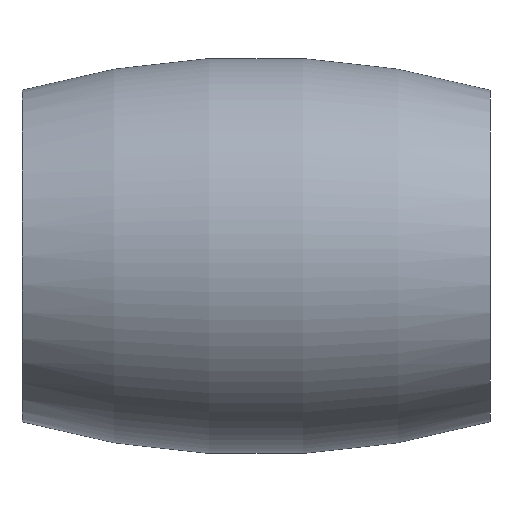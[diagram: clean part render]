
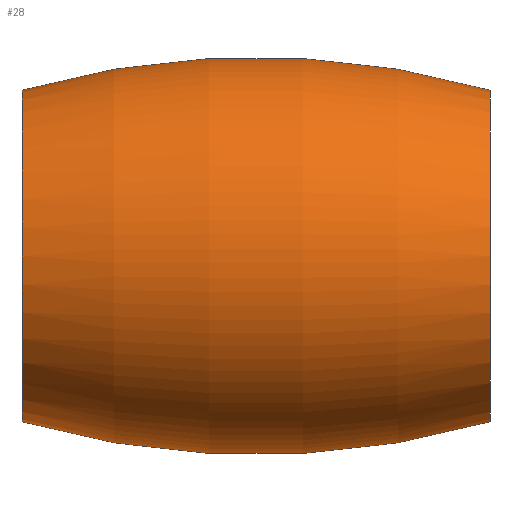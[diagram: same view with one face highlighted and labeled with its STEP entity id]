
A CAD part, front view. The second image highlights one B-rep face of the part: STEP entity #28.
In plain terms, the highlighted toroidal (fillet/blend) face has major radius 49.782 mm and minor radius 65 mm.
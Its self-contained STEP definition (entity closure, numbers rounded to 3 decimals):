
#5 = DIRECTION ( 'NONE',  ( 1., 0., 0. ) ) ;
#8 = CARTESIAN_POINT ( 'NONE',  ( -17.916, 0., -12.7 ) ) ;
#25 = AXIS2_PLACEMENT_3D ( 'NONE', #134, #105, #332 ) ;
#28 = ADVANCED_FACE ( 'NONE', ( #169 ), #61, .T. ) ;
#29 = ORIENTED_EDGE ( 'NONE', *, *, #57, .F. ) ;
#40 = AXIS2_PLACEMENT_3D ( 'NONE', #290, #144, #378 ) ;
#55 = DIRECTION ( 'NONE',  ( 1., 0., 0. ) ) ;
#57 = EDGE_CURVE ( 'NONE', #175, #228, #307, .T. ) ;
#61 = TOROIDAL_SURFACE ( 'NONE', #40, -49.782, 65. ) ;
#70 = CARTESIAN_POINT ( 'NONE',  ( 0., 0., -49.782 ) ) ;
#71 = VERTEX_POINT ( 'NONE', #111 ) ;
#78 = EDGE_LOOP ( 'NONE', ( #157, #148, #199, #29 ) ) ;
#81 = EDGE_CURVE ( 'NONE', #71, #226, #321, .T. ) ;
#90 = AXIS2_PLACEMENT_3D ( 'NONE', #70, #158, #274 ) ;
#94 = CARTESIAN_POINT ( 'NONE',  ( 17.916, 0., -12.7 ) ) ;
#105 = DIRECTION ( 'NONE',  ( 0., -1., 0. ) ) ;
#111 = CARTESIAN_POINT ( 'NONE',  ( -17.916, 0., 12.7 ) ) ;
#134 = CARTESIAN_POINT ( 'NONE',  ( 0., 0., 49.782 ) ) ;
#143 = AXIS2_PLACEMENT_3D ( 'NONE', #318, #55, #173 ) ;
#144 = DIRECTION ( 'NONE',  ( 1., 0., 0. ) ) ;
#148 = ORIENTED_EDGE ( 'NONE', *, *, #81, .T. ) ;
#157 = ORIENTED_EDGE ( 'NONE', *, *, #300, .F. ) ;
#158 = DIRECTION ( 'NONE',  ( 0., 1., 0. ) ) ;
#169 = FACE_OUTER_BOUND ( 'NONE', #78, .T. ) ;
#173 = DIRECTION ( 'NONE',  ( 0., 0., -1. ) ) ;
#175 = VERTEX_POINT ( 'NONE', #348 ) ;
#199 = ORIENTED_EDGE ( 'NONE', *, *, #327, .T. ) ;
#226 = VERTEX_POINT ( 'NONE', #8 ) ;
#228 = VERTEX_POINT ( 'NONE', #94 ) ;
#240 = CIRCLE ( 'NONE', #25, 65. ) ;
#257 = CIRCLE ( 'NONE', #90, 65. ) ;
#267 = CARTESIAN_POINT ( 'NONE',  ( -17.916, 0., 0. ) ) ;
#274 = DIRECTION ( 'NONE',  ( 0., 0., 1. ) ) ;
#290 = CARTESIAN_POINT ( 'NONE',  ( 0., 0., 0. ) ) ;
#300 = EDGE_CURVE ( 'NONE', #71, #175, #257, .T. ) ;
#307 = CIRCLE ( 'NONE', #143, 12.7 ) ;
#318 = CARTESIAN_POINT ( 'NONE',  ( 17.916, 0., 0. ) ) ;
#321 = CIRCLE ( 'NONE', #331, 12.7 ) ;
#322 = DIRECTION ( 'NONE',  ( 0., 0., -1. ) ) ;
#327 = EDGE_CURVE ( 'NONE', #226, #228, #240, .T. ) ;
#331 = AXIS2_PLACEMENT_3D ( 'NONE', #267, #5, #322 ) ;
#332 = DIRECTION ( 'NONE',  ( 0., 0., -1. ) ) ;
#348 = CARTESIAN_POINT ( 'NONE',  ( 17.916, 0., 12.7 ) ) ;
#378 = DIRECTION ( 'NONE',  ( 0., 0., -1. ) ) ;
